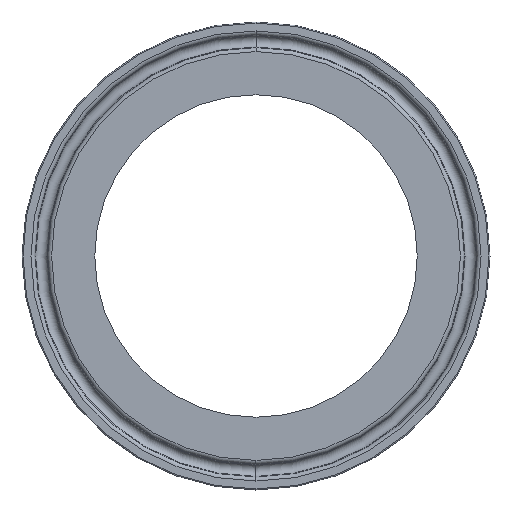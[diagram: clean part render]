
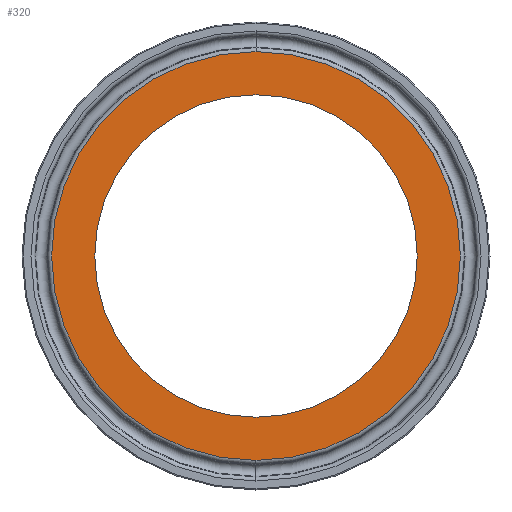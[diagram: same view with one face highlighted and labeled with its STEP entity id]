
A CAD part, left-side view. The second image highlights one B-rep face of the part: STEP entity #320.
In plain terms, the highlighted planar face has unit normal (-1, 0, 0).
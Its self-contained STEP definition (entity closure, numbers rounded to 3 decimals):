
#6 = AXIS2_PLACEMENT_3D ( 'NONE', #107, #408, #644 ) ;
#25 = CARTESIAN_POINT ( 'NONE',  ( 0., 0., 0. ) ) ;
#35 = EDGE_CURVE ( 'NONE', #512, #528, #460, .T. ) ;
#40 = AXIS2_PLACEMENT_3D ( 'NONE', #287, #53, #235 ) ;
#47 = EDGE_CURVE ( 'NONE', #528, #512, #100, .T. ) ;
#52 = AXIS2_PLACEMENT_3D ( 'NONE', #25, #502, #377 ) ;
#53 = DIRECTION ( 'NONE',  ( -1., 0., 0. ) ) ;
#69 = DIRECTION ( 'NONE',  ( -1., 0., 0. ) ) ;
#96 = VERTEX_POINT ( 'NONE', #380 ) ;
#100 = CIRCLE ( 'NONE', #52, 31.355 ) ;
#107 = CARTESIAN_POINT ( 'NONE',  ( 0., 39.747, 0. ) ) ;
#131 = DIRECTION ( 'NONE',  ( 0., 0., 1. ) ) ;
#170 = ORIENTED_EDGE ( 'NONE', *, *, #429, .T. ) ;
#223 = VERTEX_POINT ( 'NONE', #538 ) ;
#235 = DIRECTION ( 'NONE',  ( 0., 0., 1. ) ) ;
#250 = DIRECTION ( 'NONE',  ( -1., 0., 0. ) ) ;
#277 = CARTESIAN_POINT ( 'NONE',  ( 0., 0., 31.355 ) ) ;
#287 = CARTESIAN_POINT ( 'NONE',  ( 0., 0., 0. ) ) ;
#320 = ADVANCED_FACE ( 'NONE', ( #675, #509 ), #740, .F. ) ;
#359 = AXIS2_PLACEMENT_3D ( 'NONE', #613, #69, #131 ) ;
#377 = DIRECTION ( 'NONE',  ( 0., 0., 1. ) ) ;
#380 = CARTESIAN_POINT ( 'NONE',  ( 0., 0., 39.747 ) ) ;
#408 = DIRECTION ( 'NONE',  ( 1., 0., 0. ) ) ;
#412 = ORIENTED_EDGE ( 'NONE', *, *, #47, .F. ) ;
#426 = EDGE_LOOP ( 'NONE', ( #476, #170 ) ) ;
#427 = CARTESIAN_POINT ( 'NONE',  ( 0., 0., 0. ) ) ;
#429 = EDGE_CURVE ( 'NONE', #223, #96, #510, .T. ) ;
#433 = AXIS2_PLACEMENT_3D ( 'NONE', #427, #250, #442 ) ;
#442 = DIRECTION ( 'NONE',  ( 0., 0., 1. ) ) ;
#445 = CARTESIAN_POINT ( 'NONE',  ( 0., 0., -31.355 ) ) ;
#460 = CIRCLE ( 'NONE', #433, 31.355 ) ;
#476 = ORIENTED_EDGE ( 'NONE', *, *, #737, .T. ) ;
#502 = DIRECTION ( 'NONE',  ( -1., 0., 0. ) ) ;
#509 = FACE_OUTER_BOUND ( 'NONE', #426, .T. ) ;
#510 = CIRCLE ( 'NONE', #40, 39.747 ) ;
#512 = VERTEX_POINT ( 'NONE', #445 ) ;
#528 = VERTEX_POINT ( 'NONE', #277 ) ;
#534 = CIRCLE ( 'NONE', #359, 39.747 ) ;
#538 = CARTESIAN_POINT ( 'NONE',  ( 0., 0., -39.747 ) ) ;
#613 = CARTESIAN_POINT ( 'NONE',  ( 0., 0., 0. ) ) ;
#627 = EDGE_LOOP ( 'NONE', ( #412, #734 ) ) ;
#644 = DIRECTION ( 'NONE',  ( 0., 0., -1. ) ) ;
#675 = FACE_BOUND ( 'NONE', #627, .T. ) ;
#734 = ORIENTED_EDGE ( 'NONE', *, *, #35, .F. ) ;
#737 = EDGE_CURVE ( 'NONE', #96, #223, #534, .T. ) ;
#740 = PLANE ( 'NONE',  #6 ) ;
